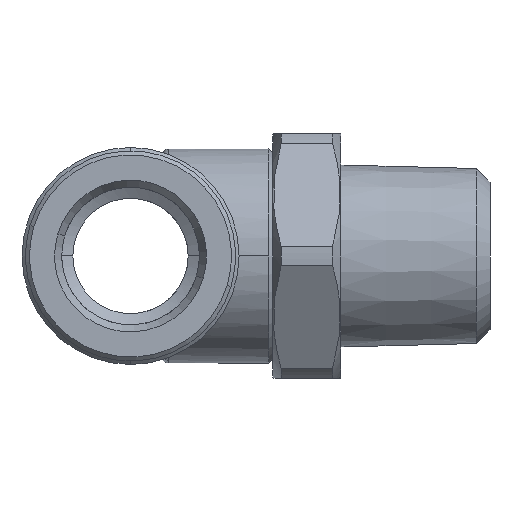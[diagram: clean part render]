
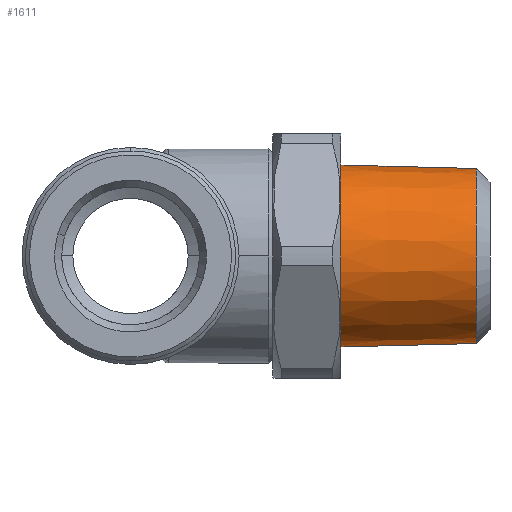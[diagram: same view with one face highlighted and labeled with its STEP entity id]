
A CAD part, left-side view. The second image highlights one B-rep face of the part: STEP entity #1611.
In plain terms, the highlighted conical face has half-angle 1.47 degrees and reference radius 6.707 mm.
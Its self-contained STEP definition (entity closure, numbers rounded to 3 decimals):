
#336 = DIRECTION ( 'NONE',  ( 0., 1., 0.026 ) ) ;
#338 = CARTESIAN_POINT ( 'NONE',  ( 0., -15.5, 6.707 ) ) ;
#341 = LINE ( 'NONE', #338, #342 ) ;
#342 = VECTOR ( 'NONE', #336, 1000. ) ;
#440 = DIRECTION ( 'NONE',  ( 0., 1., -0.026 ) ) ;
#441 = VECTOR ( 'NONE', #440, 1000. ) ;
#442 = CARTESIAN_POINT ( 'NONE',  ( 0., -15.5, -6.707 ) ) ;
#443 = LINE ( 'NONE', #442, #441 ) ;
#473 = CARTESIAN_POINT ( 'NONE',  ( 0., -25.5, 6.45 ) ) ;
#479 = CARTESIAN_POINT ( 'NONE',  ( 0., -15.5, -6.707 ) ) ;
#483 = CARTESIAN_POINT ( 'NONE',  ( 0., -25.5, -6.45 ) ) ;
#491 = CARTESIAN_POINT ( 'NONE',  ( 0., -15.5, 6.707 ) ) ;
#601 = AXIS2_PLACEMENT_3D ( 'NONE', #624, #637, #636 ) ;
#606 = FACE_OUTER_BOUND ( 'NONE', #1616, .T. ) ;
#608 = CONICAL_SURFACE ( 'NONE', #601, 6.707, 0.026 ) ;
#624 = CARTESIAN_POINT ( 'NONE',  ( 0., -15.5, 0. ) ) ;
#636 = DIRECTION ( 'NONE',  ( 0., 0., 1. ) ) ;
#637 = DIRECTION ( 'NONE',  ( 0., 1., 0. ) ) ;
#638 = DIRECTION ( 'NONE',  ( 0., -1., 0. ) ) ;
#644 = CIRCLE ( 'NONE', #656, 6.45 ) ;
#651 = DIRECTION ( 'NONE',  ( 0., 0., -1. ) ) ;
#656 = AXIS2_PLACEMENT_3D ( 'NONE', #660, #638, #651 ) ;
#660 = CARTESIAN_POINT ( 'NONE',  ( 0., -25.5, 0. ) ) ;
#913 = DIRECTION ( 'NONE',  ( 0., 0., -1. ) ) ;
#916 = DIRECTION ( 'NONE',  ( 0., -1., 0. ) ) ;
#917 = CARTESIAN_POINT ( 'NONE',  ( 0., -15.5, 0. ) ) ;
#918 = AXIS2_PLACEMENT_3D ( 'NONE', #917, #916, #913 ) ;
#921 = CIRCLE ( 'NONE', #918, 6.707 ) ;
#1337 = EDGE_CURVE ( 'NONE', #1386, #1377, #443, .T. ) ;
#1356 = EDGE_CURVE ( 'NONE', #1376, #1389, #341, .T. ) ;
#1376 = VERTEX_POINT ( 'NONE', #473 ) ;
#1377 = VERTEX_POINT ( 'NONE', #479 ) ;
#1386 = VERTEX_POINT ( 'NONE', #483 ) ;
#1389 = VERTEX_POINT ( 'NONE', #491 ) ;
#1602 = EDGE_CURVE ( 'NONE', #1389, #1377, #921, .T. ) ;
#1605 = ORIENTED_EDGE ( 'NONE', *, *, #1617, .F. ) ;
#1611 = ADVANCED_FACE ( 'NONE', ( #606 ), #608, .T. ) ;
#1616 = EDGE_LOOP ( 'NONE', ( #1619, #1605, #1618, #1620 ) ) ;
#1617 = EDGE_CURVE ( 'NONE', #1376, #1386, #644, .T. ) ;
#1618 = ORIENTED_EDGE ( 'NONE', *, *, #1356, .T. ) ;
#1619 = ORIENTED_EDGE ( 'NONE', *, *, #1337, .F. ) ;
#1620 = ORIENTED_EDGE ( 'NONE', *, *, #1602, .T. ) ;
